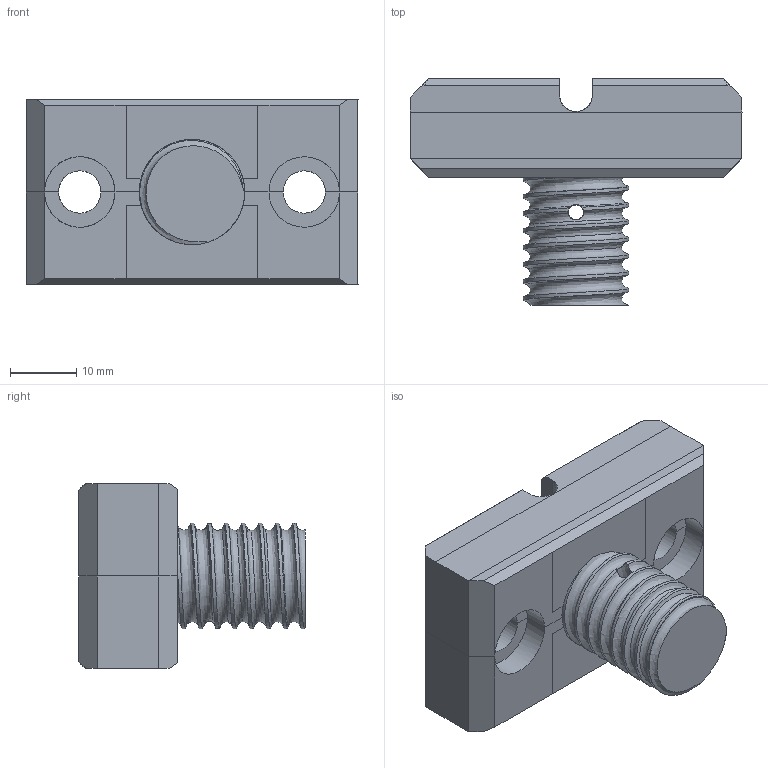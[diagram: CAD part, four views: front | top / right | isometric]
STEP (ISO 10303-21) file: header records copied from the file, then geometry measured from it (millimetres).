
FILE_DESCRIPTION(/* description */ (''),/* implementation_level */ '2;1');
FILE_NAME(/* name */ 'SHPGXA~U',/* time_stamp */ '2022-06-28T12:46:38+02:00',/* author */ (''),/* organization */ (''),/* preprocessor_version */ 'ST-DEVELOPER v16.5',/* originating_system */ '',/* authorisation */ '');
FILE_SCHEMA (('AUTOMOTIVE_DESIGN'));
Length unit declared in the file: millimetre
Products named in the file (1): Document
Bounding box: 50.28 x 34.3 x 28 mm (x, y, z)
Volume: 21687.3 mm3; surface area: 6977.9 mm2
Topology: 1 solids, 1 shells, 95 faces, 255 edges, 156 vertices
Faces by surface type: bspline 51, plane 44
Entity records: 31923 total; most frequent: CARTESIAN_POINT 30363, ORIENTED_EDGE 510, EDGE_CURVE 255, B_SPLINE_CURVE_WITH_KNOTS 188, VERTEX_POINT 156, ADVANCED_FACE 95, FACE_OUTER_BOUND 95, EDGE_LOOP 95
